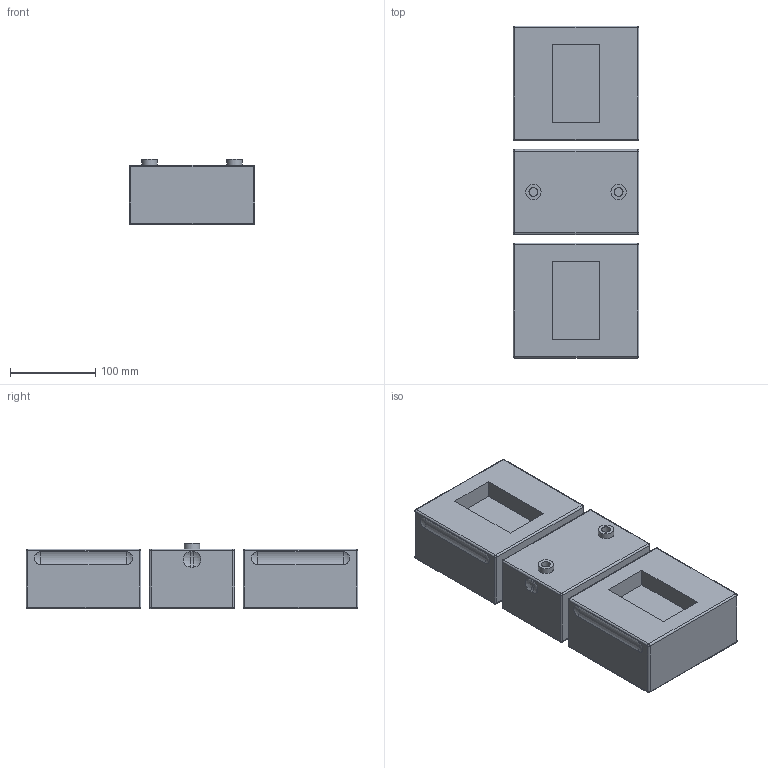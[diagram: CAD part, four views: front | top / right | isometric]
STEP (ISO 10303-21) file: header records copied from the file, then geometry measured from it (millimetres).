
FILE_DESCRIPTION((''),'2;1');
FILE_NAME('5DS1540-15-70.stp','2015-03-11T14:44:00',('Dayne Stauffer'),(''),'Autodesk Inventor 2013','Autodesk Inventor 2013','');
FILE_SCHEMA(('AUTOMOTIVE_DESIGN { 1 0 10303 214 1 1 1 1 }'));
Length unit declared in the file: millimetre
Products named in the file (3): 5DS1540-15-70; 5FJ1540-15-70; 5MJ1540-15-70
Assembly tree (3 placements, depth 2):
  5DS1540-15-70
    5FJ1540-15-70
    5MJ1540-15-70  x2
Bounding box: 148 x 390 x 77 mm (x, y, z)
Volume: 3575322.7 mm3; surface area: 241995.8 mm2
Topology: 3 solids, 3 shells, 128 faces, 282 edges, 146 vertices
Faces by surface type: cylinder 52, plane 38, sphere 36, cone 2
Full cylindrical faces by diameter (mm): 10.5 x2, 18 x4, 20 x4
Entity records: 2247 total; most frequent: DIRECTION 434, CARTESIAN_POINT 345, ORIENTED_EDGE 308, AXIS2_PLACEMENT_3D 183, EDGE_CURVE 154, EDGE_LOOP 118, VERTEX_POINT 94, FACE_OUTER_BOUND 91
